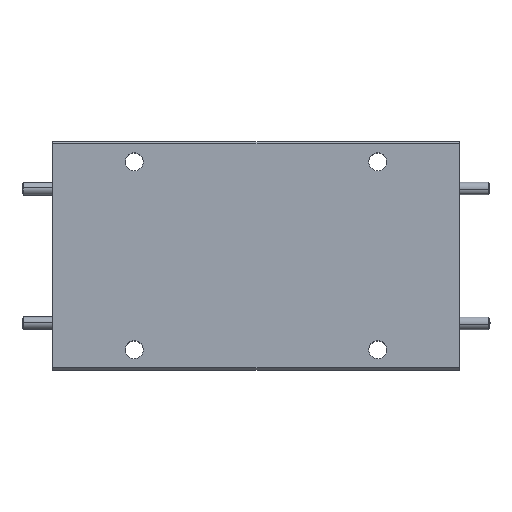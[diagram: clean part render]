
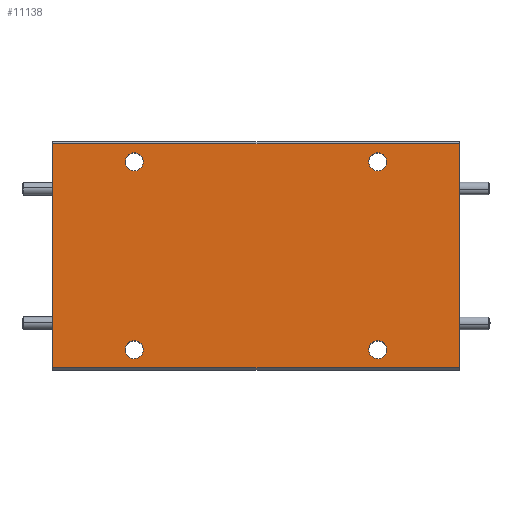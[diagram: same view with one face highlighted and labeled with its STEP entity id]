
A CAD part, top view. The second image highlights one B-rep face of the part: STEP entity #11138.
In plain terms, the highlighted planar face has unit normal (0, 0, 1).
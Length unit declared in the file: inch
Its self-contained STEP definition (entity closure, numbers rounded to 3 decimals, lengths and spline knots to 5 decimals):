
#40 = EDGE_LOOP ( 'NONE', ( #11076, #21256 ) ) ;
#361 = AXIS2_PLACEMENT_3D ( 'NONE', #10177, #8344, #1992 ) ;
#615 = VERTEX_POINT ( 'NONE', #18766 ) ;
#1170 = CIRCLE ( 'NONE', #361, 0.0445 ) ;
#1294 = LINE ( 'NONE', #13173, #24558 ) ;
#1350 = CIRCLE ( 'NONE', #13580, 0.0445 ) ;
#1620 = AXIS2_PLACEMENT_3D ( 'NONE', #13452, #3663, #7370 ) ;
#1677 = VECTOR ( 'NONE', #11119, 39.37008 ) ;
#1725 = EDGE_LOOP ( 'NONE', ( #15831, #3350 ) ) ;
#1992 = DIRECTION ( 'NONE',  ( 1., 0., 0. ) ) ;
#2038 = LINE ( 'NONE', #10092, #18263 ) ;
#2838 = CARTESIAN_POINT ( 'NONE',  ( -1.52384, 0.43933, 1.55565 ) ) ;
#2845 = EDGE_LOOP ( 'NONE', ( #5709, #10610, #12794, #11504 ) ) ;
#3350 = ORIENTED_EDGE ( 'NONE', *, *, #20322, .F. ) ;
#3446 = LINE ( 'NONE', #19785, #1677 ) ;
#3663 = DIRECTION ( 'NONE',  ( 0., 0., 1. ) ) ;
#3869 = CIRCLE ( 'NONE', #19136, 0.0445 ) ;
#4509 = EDGE_LOOP ( 'NONE', ( #12670, #13352 ) ) ;
#4732 = FACE_BOUND ( 'NONE', #40, .T. ) ;
#5351 = CARTESIAN_POINT ( 'NONE',  ( -2.72384, -0.48567, 1.55565 ) ) ;
#5709 = ORIENTED_EDGE ( 'NONE', *, *, #19039, .T. ) ;
#5741 = DIRECTION ( 'NONE',  ( 0., 0., 1. ) ) ;
#6132 = CARTESIAN_POINT ( 'NONE',  ( -3.12384, -0.57567, 1.55565 ) ) ;
#6777 = EDGE_CURVE ( 'NONE', #6859, #21729, #1294, .T. ) ;
#6821 = DIRECTION ( 'NONE',  ( -1., 0., 0. ) ) ;
#6859 = VERTEX_POINT ( 'NONE', #8024 ) ;
#6918 = DIRECTION ( 'NONE',  ( 0., 0., 1. ) ) ;
#6958 = FACE_OUTER_BOUND ( 'NONE', #2845, .T. ) ;
#7370 = DIRECTION ( 'NONE',  ( -1., 0., 0. ) ) ;
#7715 = DIRECTION ( 'NONE',  ( 0., 1., 0. ) ) ;
#8024 = CARTESIAN_POINT ( 'NONE',  ( -1.12384, 0.52933, 1.55565 ) ) ;
#8216 = DIRECTION ( 'NONE',  ( 0., 1., 0. ) ) ;
#8344 = DIRECTION ( 'NONE',  ( 0., 0., 1. ) ) ;
#8461 = LINE ( 'NONE', #18572, #13828 ) ;
#8532 = AXIS2_PLACEMENT_3D ( 'NONE', #14109, #5741, #26060 ) ;
#8593 = DIRECTION ( 'NONE',  ( 1., 0., 0. ) ) ;
#8985 = DIRECTION ( 'NONE',  ( 1., 0., 0. ) ) ;
#9796 = CIRCLE ( 'NONE', #23382, 0.0445 ) ;
#9810 = CARTESIAN_POINT ( 'NONE',  ( -2.76834, 0.43933, 1.55565 ) ) ;
#9886 = AXIS2_PLACEMENT_3D ( 'NONE', #5351, #25147, #8985 ) ;
#10016 = CARTESIAN_POINT ( 'NONE',  ( -1.47934, -0.48567, 1.55565 ) ) ;
#10092 = CARTESIAN_POINT ( 'NONE',  ( -1.12384, -0.02317, 1.55565 ) ) ;
#10177 = CARTESIAN_POINT ( 'NONE',  ( -2.72384, -0.48567, 1.55565 ) ) ;
#10248 = EDGE_CURVE ( 'NONE', #15696, #23365, #11157, .T. ) ;
#10366 = CARTESIAN_POINT ( 'NONE',  ( -1.52384, -0.48567, 1.55565 ) ) ;
#10516 = CARTESIAN_POINT ( 'NONE',  ( -1.12384, -0.57567, 1.55565 ) ) ;
#10596 = DIRECTION ( 'NONE',  ( -1., 0., 0. ) ) ;
#10610 = ORIENTED_EDGE ( 'NONE', *, *, #6777, .T. ) ;
#10899 = DIRECTION ( 'NONE',  ( -1., 0., 0. ) ) ;
#10943 = DIRECTION ( 'NONE',  ( 0., 0., -1. ) ) ;
#11076 = ORIENTED_EDGE ( 'NONE', *, *, #21913, .F. ) ;
#11119 = DIRECTION ( 'NONE',  ( 1., 0., 0. ) ) ;
#11138 = ADVANCED_FACE ( 'NONE', ( #23164, #6958, #18959, #4732, #24891 ), #24774, .F. ) ;
#11157 = CIRCLE ( 'NONE', #9886, 0.0445 ) ;
#11504 = ORIENTED_EDGE ( 'NONE', *, *, #16807, .T. ) ;
#11841 = VERTEX_POINT ( 'NONE', #12818 ) ;
#11984 = EDGE_CURVE ( 'NONE', #18791, #19372, #3869, .T. ) ;
#12112 = EDGE_CURVE ( 'NONE', #22885, #615, #1350, .T. ) ;
#12670 = ORIENTED_EDGE ( 'NONE', *, *, #12112, .F. ) ;
#12794 = ORIENTED_EDGE ( 'NONE', *, *, #21908, .F. ) ;
#12818 = CARTESIAN_POINT ( 'NONE',  ( -2.67934, 0.43933, 1.55565 ) ) ;
#12997 = CIRCLE ( 'NONE', #1620, 0.0445 ) ;
#13173 = CARTESIAN_POINT ( 'NONE',  ( -3.12384, 0.52933, 1.55565 ) ) ;
#13352 = ORIENTED_EDGE ( 'NONE', *, *, #25252, .F. ) ;
#13452 = CARTESIAN_POINT ( 'NONE',  ( -2.72384, 0.43933, 1.55565 ) ) ;
#13580 = AXIS2_PLACEMENT_3D ( 'NONE', #10366, #22077, #24186 ) ;
#13828 = VECTOR ( 'NONE', #8216, 39.37008 ) ;
#13889 = CARTESIAN_POINT ( 'NONE',  ( -2.67934, -0.48567, 1.55565 ) ) ;
#14109 = CARTESIAN_POINT ( 'NONE',  ( -1.52384, -0.48567, 1.55565 ) ) ;
#14472 = CARTESIAN_POINT ( 'NONE',  ( -3.12384, 0.52933, 1.55565 ) ) ;
#14561 = CARTESIAN_POINT ( 'NONE',  ( -3.12384, -0.02317, 1.55565 ) ) ;
#14873 = VERTEX_POINT ( 'NONE', #10516 ) ;
#15281 = ORIENTED_EDGE ( 'NONE', *, *, #25375, .F. ) ;
#15305 = CARTESIAN_POINT ( 'NONE',  ( -2.72384, 0.43933, 1.55565 ) ) ;
#15696 = VERTEX_POINT ( 'NONE', #15975 ) ;
#15831 = ORIENTED_EDGE ( 'NONE', *, *, #11984, .F. ) ;
#15975 = CARTESIAN_POINT ( 'NONE',  ( -2.76834, -0.48567, 1.55565 ) ) ;
#16708 = CARTESIAN_POINT ( 'NONE',  ( -1.47934, 0.43933, 1.55565 ) ) ;
#16807 = EDGE_CURVE ( 'NONE', #20881, #14873, #3446, .T. ) ;
#17040 = CARTESIAN_POINT ( 'NONE',  ( -1.56834, 0.43933, 1.55565 ) ) ;
#17443 = DIRECTION ( 'NONE',  ( -1., 0., 0. ) ) ;
#18263 = VECTOR ( 'NONE', #7715, 39.37008 ) ;
#18572 = CARTESIAN_POINT ( 'NONE',  ( -3.12384, -0.02317, 1.55565 ) ) ;
#18766 = CARTESIAN_POINT ( 'NONE',  ( -1.56834, -0.48567, 1.55565 ) ) ;
#18791 = VERTEX_POINT ( 'NONE', #17040 ) ;
#18959 = FACE_BOUND ( 'NONE', #19322, .T. ) ;
#18987 = DIRECTION ( 'NONE',  ( 0., 0., 1. ) ) ;
#19039 = EDGE_CURVE ( 'NONE', #14873, #6859, #2038, .T. ) ;
#19136 = AXIS2_PLACEMENT_3D ( 'NONE', #2838, #6918, #10899 ) ;
#19322 = EDGE_LOOP ( 'NONE', ( #15281, #25063 ) ) ;
#19372 = VERTEX_POINT ( 'NONE', #16708 ) ;
#19785 = CARTESIAN_POINT ( 'NONE',  ( -1.12384, -0.57567, 1.55565 ) ) ;
#20002 = CIRCLE ( 'NONE', #8532, 0.0445 ) ;
#20143 = VERTEX_POINT ( 'NONE', #9810 ) ;
#20322 = EDGE_CURVE ( 'NONE', #19372, #18791, #26034, .T. ) ;
#20881 = VERTEX_POINT ( 'NONE', #6132 ) ;
#20973 = CARTESIAN_POINT ( 'NONE',  ( -1.52384, 0.43933, 1.55565 ) ) ;
#21256 = ORIENTED_EDGE ( 'NONE', *, *, #10248, .F. ) ;
#21729 = VERTEX_POINT ( 'NONE', #14472 ) ;
#21908 = EDGE_CURVE ( 'NONE', #20881, #21729, #8461, .T. ) ;
#21913 = EDGE_CURVE ( 'NONE', #23365, #15696, #1170, .T. ) ;
#22077 = DIRECTION ( 'NONE',  ( 0., 0., 1. ) ) ;
#22136 = EDGE_CURVE ( 'NONE', #11841, #20143, #12997, .T. ) ;
#22885 = VERTEX_POINT ( 'NONE', #10016 ) ;
#23164 = FACE_BOUND ( 'NONE', #1725, .T. ) ;
#23365 = VERTEX_POINT ( 'NONE', #13889 ) ;
#23382 = AXIS2_PLACEMENT_3D ( 'NONE', #15305, #23397, #17443 ) ;
#23397 = DIRECTION ( 'NONE',  ( 0., 0., 1. ) ) ;
#23920 = AXIS2_PLACEMENT_3D ( 'NONE', #20973, #18987, #10596 ) ;
#24186 = DIRECTION ( 'NONE',  ( 1., 0., 0. ) ) ;
#24558 = VECTOR ( 'NONE', #6821, 39.37008 ) ;
#24774 = PLANE ( 'NONE',  #24963 ) ;
#24891 = FACE_BOUND ( 'NONE', #4509, .T. ) ;
#24963 = AXIS2_PLACEMENT_3D ( 'NONE', #14561, #10943, #8593 ) ;
#25063 = ORIENTED_EDGE ( 'NONE', *, *, #22136, .F. ) ;
#25147 = DIRECTION ( 'NONE',  ( 0., 0., 1. ) ) ;
#25252 = EDGE_CURVE ( 'NONE', #615, #22885, #20002, .T. ) ;
#25375 = EDGE_CURVE ( 'NONE', #20143, #11841, #9796, .T. ) ;
#26034 = CIRCLE ( 'NONE', #23920, 0.0445 ) ;
#26060 = DIRECTION ( 'NONE',  ( 1., 0., 0. ) ) ;
